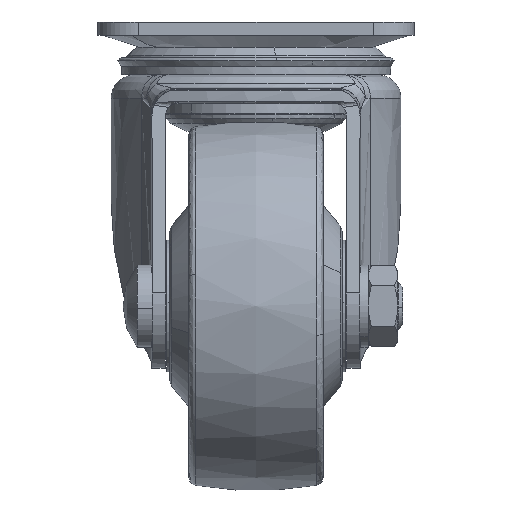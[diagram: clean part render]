
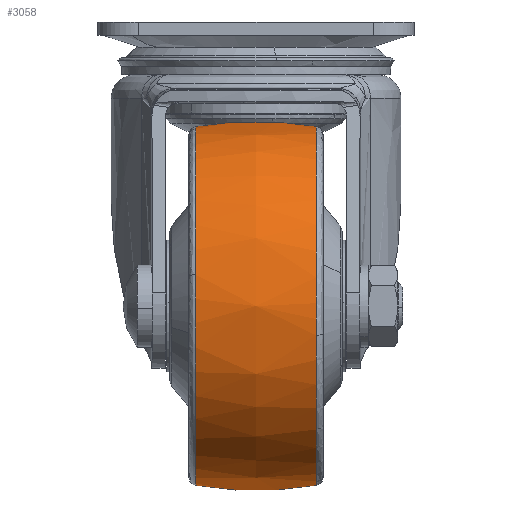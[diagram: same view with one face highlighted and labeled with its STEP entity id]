
A CAD part, left-side view. The second image highlights one B-rep face of the part: STEP entity #3058.
In plain terms, the highlighted free-form (B-spline) face has degree [2, 2] with [5, 7] control points.
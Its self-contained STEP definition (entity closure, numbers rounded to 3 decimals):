
#2750=CARTESIAN_POINT('',(-55.144,10.256,-43.141));
#2751=VERTEX_POINT('',#2750);
#2765=CARTESIAN_POINT('',(-25.0,10.256,-17.883));
#2766=VERTEX_POINT('',#2765);
#2767=CARTESIAN_POINT('',(-25.0,10.256,-17.883));
#2768=CARTESIAN_POINT('',(-50.654,10.256,-17.883));
#2769=CARTESIAN_POINT('',(-55.144,10.256,-43.141));
#2777=(BOUNDED_CURVE()B_SPLINE_CURVE(2,(#2767,#2768,#2769),.UNSPECIFIED.,.F.,.U.)B_SPLINE_CURVE_WITH_KNOTS((3,3),(0.5,0.72),.UNSPECIFIED.)CURVE()GEOMETRIC_REPRESENTATION_ITEM()RATIONAL_B_SPLINE_CURVE((1.0,0.742,0.938))REPRESENTATION_ITEM(''));
#2778=EDGE_CURVE('',#2766,#2751,#2777,.T.);
#2844=CARTESIAN_POINT('',(-25.0,10.256,-79.117));
#2845=VERTEX_POINT('',#2844);
#2859=CARTESIAN_POINT('',(-55.144,10.256,-43.141));
#2860=CARTESIAN_POINT('',(-55.617,10.256,-45.8));
#2861=CARTESIAN_POINT('',(-55.617,10.256,-48.5));
#2862=CARTESIAN_POINT('',(-55.617,10.256,-79.117));
#2863=CARTESIAN_POINT('',(-25.0,10.256,-79.117));
#2871=(BOUNDED_CURVE()B_SPLINE_CURVE(2,(#2859,#2860,#2861,#2862,#2863),.UNSPECIFIED.,.F.,.U.)B_SPLINE_CURVE_WITH_KNOTS((3,2,3),(0.72,0.75,1.0),.UNSPECIFIED.)CURVE()GEOMETRIC_REPRESENTATION_ITEM()RATIONAL_B_SPLINE_CURVE((0.938,0.965,1.0,0.707,1.0))REPRESENTATION_ITEM(''));
#2872=EDGE_CURVE('',#2751,#2845,#2871,.T.);
#2922=CARTESIAN_POINT('',(-25.0,-10.256,-79.117));
#2923=VERTEX_POINT('',#2922);
#2924=CARTESIAN_POINT('',(-25.0,-10.256,-79.117));
#2925=CARTESIAN_POINT('',(-25.,-8.352,-79.447));
#2926=CARTESIAN_POINT('',(-25.,-4.032,-79.983));
#2927=CARTESIAN_POINT('',(-25.,2.851,-80.085));
#2928=CARTESIAN_POINT('',(-25.,7.77,-79.548));
#2929=CARTESIAN_POINT('',(-25.0,10.256,-79.117));
#2930=B_SPLINE_CURVE_WITH_KNOTS('',3,(#2924,#2925,#2926,#2927,#2928,#2929),.UNSPECIFIED.,.F.,.U.,(4,1,1,4),(0.,5.798,13.045,20.614),.UNSPECIFIED.);
#2931=EDGE_CURVE('',#2923,#2845,#2930,.T.);
#2935=CARTESIAN_POINT('',(-25.0,-10.256,-17.883));
#2936=VERTEX_POINT('',#2935);
#2937=CARTESIAN_POINT('',(-25.0,-10.256,-17.883));
#2938=CARTESIAN_POINT('',(-25.,-7.982,-17.488));
#2939=CARTESIAN_POINT('',(-25.,-4.136,-17.048));
#2940=CARTESIAN_POINT('',(-25.,2.74,-16.928));
#2941=CARTESIAN_POINT('',(-25.,7.294,-17.369));
#2942=CARTESIAN_POINT('',(-25.0,10.256,-17.883));
#2943=B_SPLINE_CURVE_WITH_KNOTS('',3,(#2937,#2938,#2939,#2940,#2941,#2942),.UNSPECIFIED.,.F.,.U.,(4,1,1,4),(0.,6.925,11.595,20.614),.UNSPECIFIED.);
#2944=EDGE_CURVE('',#2936,#2766,#2943,.T.);
#2979=CARTESIAN_POINT('',(-24.149,-11.29,-18.072));
#2980=CARTESIAN_POINT('',(-24.119,-5.696,-17.));
#2981=CARTESIAN_POINT('',(-24.119,0.,-17.));
#2982=CARTESIAN_POINT('',(-24.119,5.696,-17.));
#2983=CARTESIAN_POINT('',(-24.149,11.29,-18.072));
#2984=CARTESIAN_POINT('',(-24.572,-11.29,-18.072));
#2985=CARTESIAN_POINT('',(-24.557,-5.696,-17.));
#2986=CARTESIAN_POINT('',(-24.557,0.,-17.));
#2987=CARTESIAN_POINT('',(-24.557,5.696,-17.));
#2988=CARTESIAN_POINT('',(-24.572,11.29,-18.072));
#2989=CARTESIAN_POINT('',(-55.428,-11.29,-18.072));
#2990=CARTESIAN_POINT('',(-56.5,-5.696,-17.));
#2991=CARTESIAN_POINT('',(-56.5,0.,-17.));
#2992=CARTESIAN_POINT('',(-56.5,5.696,-17.));
#2993=CARTESIAN_POINT('',(-55.428,11.29,-18.072));
#2994=CARTESIAN_POINT('',(-55.428,-11.29,-48.5));
#2995=CARTESIAN_POINT('',(-56.5,-5.696,-48.5));
#2996=CARTESIAN_POINT('',(-56.5,0.,-48.5));
#2997=CARTESIAN_POINT('',(-56.5,5.696,-48.5));
#2998=CARTESIAN_POINT('',(-55.428,11.29,-48.5));
#2999=CARTESIAN_POINT('',(-55.428,-11.29,-78.928));
#3000=CARTESIAN_POINT('',(-56.5,-5.696,-80.));
#3001=CARTESIAN_POINT('',(-56.5,0.,-80.));
#3002=CARTESIAN_POINT('',(-56.5,5.696,-80.));
#3003=CARTESIAN_POINT('',(-55.428,11.29,-78.928));
#3004=CARTESIAN_POINT('',(-24.572,-11.29,-78.928));
#3005=CARTESIAN_POINT('',(-24.557,-5.696,-80.));
#3006=CARTESIAN_POINT('',(-24.557,0.,-80.));
#3007=CARTESIAN_POINT('',(-24.557,5.696,-80.));
#3008=CARTESIAN_POINT('',(-24.572,11.29,-78.928));
#3009=CARTESIAN_POINT('',(-24.149,-11.29,-78.928));
#3010=CARTESIAN_POINT('',(-24.119,-5.696,-80.));
#3011=CARTESIAN_POINT('',(-24.119,0.,-80.));
#3012=CARTESIAN_POINT('',(-24.119,5.696,-80.));
#3013=CARTESIAN_POINT('',(-24.149,11.29,-78.928));
#3021=(BOUNDED_SURFACE()B_SPLINE_SURFACE(2,2,((#2979,#2984,#2989,#2994,#2999,#3004,#3009),(#2980,#2985,#2990,#2995,#3000,#3005,#3010),(#2981,#2986,#2991,#2996,#3001,#3006,#3011),(#2982,#2987,#2992,#2997,#3002,#3007,#3012),(#2983,#2988,#2993,#2998,#3003,#3008,#3013)),.UNSPECIFIED.,.F.,.F.,.U.)B_SPLINE_SURFACE_WITH_KNOTS((3,2,3),(3,1,2,1,3),(0.0,11.585,23.171),(0.0,1.044,53.235,105.426,106.469),.UNSPECIFIED.)GEOMETRIC_REPRESENTATION_ITEM()RATIONAL_B_SPLINE_SURFACE(((0.969,0.964,0.678,0.958,0.678,0.964,0.969),(0.986,0.98,0.689,0.975,0.689,0.98,0.986),(1.012,1.006,0.707,1.0,0.707,1.006,1.012),(0.986,0.98,0.689,0.975,0.689,0.98,0.986),(0.969,0.964,0.678,0.958,0.678,0.964,0.969)))REPRESENTATION_ITEM('')SURFACE());
#3022=ORIENTED_EDGE('',*,*,#2931,.F.);
#3023=CARTESIAN_POINT('',(-55.209,-10.256,-53.479));
#3024=VERTEX_POINT('',#3023);
#3025=CARTESIAN_POINT('',(-55.209,-10.256,-53.479));
#3026=CARTESIAN_POINT('',(-50.983,-10.256,-79.117));
#3027=CARTESIAN_POINT('',(-25.0,-10.256,-79.117));
#3035=(BOUNDED_CURVE()B_SPLINE_CURVE(2,(#3025,#3026,#3027),.UNSPECIFIED.,.F.,.U.)B_SPLINE_CURVE_WITH_KNOTS((3,3),(0.778,1.0),.UNSPECIFIED.)CURVE()GEOMETRIC_REPRESENTATION_ITEM()RATIONAL_B_SPLINE_CURVE((0.942,0.74,1.0))REPRESENTATION_ITEM(''));
#3036=EDGE_CURVE('',#3024,#2923,#3035,.T.);
#3037=ORIENTED_EDGE('',*,*,#3036,.F.);
#3038=CARTESIAN_POINT('',(-25.0,-10.256,-17.883));
#3039=CARTESIAN_POINT('',(-55.617,-10.256,-17.883));
#3040=CARTESIAN_POINT('',(-55.617,-10.256,-48.5));
#3041=CARTESIAN_POINT('',(-55.617,-10.256,-51.006));
#3042=CARTESIAN_POINT('',(-55.209,-10.256,-53.479));
#3050=(BOUNDED_CURVE()B_SPLINE_CURVE(2,(#3038,#3039,#3040,#3041,#3042),.UNSPECIFIED.,.F.,.U.)B_SPLINE_CURVE_WITH_KNOTS((3,2,3),(0.5,0.75,0.778),.UNSPECIFIED.)CURVE()GEOMETRIC_REPRESENTATION_ITEM()RATIONAL_B_SPLINE_CURVE((1.0,0.707,1.0,0.967,0.942))REPRESENTATION_ITEM(''));
#3051=EDGE_CURVE('',#2936,#3024,#3050,.T.);
#3052=ORIENTED_EDGE('',*,*,#3051,.F.);
#3053=ORIENTED_EDGE('',*,*,#2944,.T.);
#3054=ORIENTED_EDGE('',*,*,#2778,.T.);
#3055=ORIENTED_EDGE('',*,*,#2872,.T.);
#3056=EDGE_LOOP('',(#3022,#3037,#3052,#3053,#3054,#3055));
#3057=FACE_OUTER_BOUND('',#3056,.T.);
#3058=ADVANCED_FACE('',(#3057),#3021,.T.);
